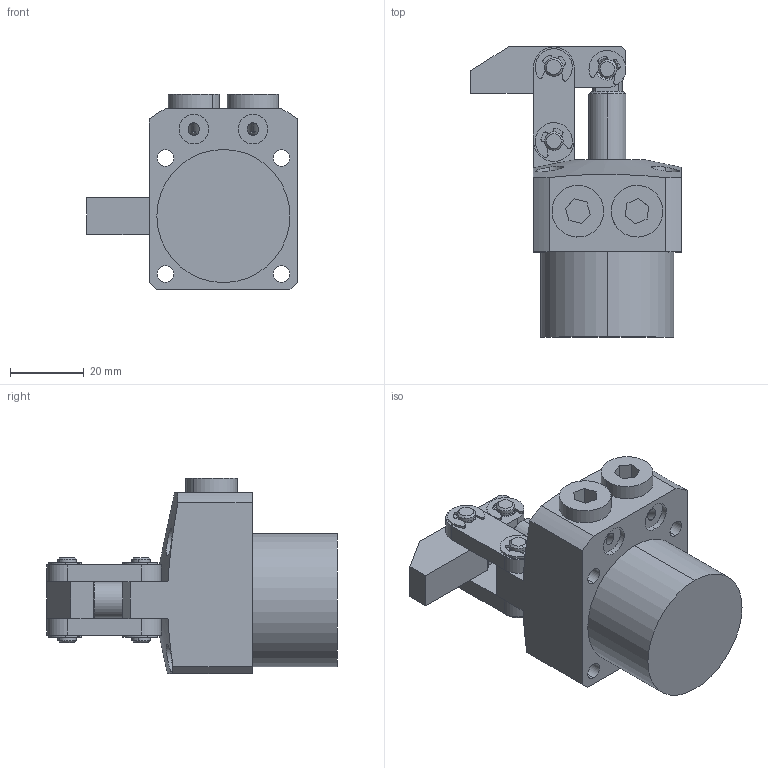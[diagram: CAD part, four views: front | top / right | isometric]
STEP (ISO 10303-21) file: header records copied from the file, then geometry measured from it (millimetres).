
FILE_DESCRIPTION (( 'STEP AP203' ), '1' );
FILE_NAME ('CLKA-036GL杠杆油压缸三维图.STEP', '2019-04-16T08:29:19', ( 'User' ), ( 'china' ), 'SwSTEP 2.0', 'SolidWorks 2018', '' );
FILE_SCHEMA (( 'CONFIG_CONTROL_DESIGN' ));
Length unit declared in the file: millimetre
Products named in the file (10): CLKA-036GL杠杆油压缸三维图; 活塞杆4_1; 揤旋4_1; 4开口挡圈5×0．6[GB／T 896-86]_1; 蟀裝3_2; 酗种4_1; 傻种4_1; 囀鞠褒黑芛郔陔1-8; 036GL掛极; 蟀裝4_1
Assembly tree (16 placements, depth 2):
  CLKA-036GL杠杆油压缸三维图
    蟀裝4_1
    活塞杆4_1
    揤旋4_1
    4开口挡圈5×0．6[GB／T 896-86]_1  x6
    蟀裝3_2
    酗种4_1  x2
    傻种4_1
    囀鞠褒黑芛郔陔1-8  x2
    036GL掛极
Bounding box: 57 x 78.5 x 53 mm (x, y, z)
Volume: 69691.9 mm3; surface area: 26406.6 mm2
Topology: 16 solids, 16 shells, 435 faces, 1104 edges, 719 vertices
Faces by surface type: cylinder 233, plane 138, cone 48, bspline 16
Entity records: 13905 total; most frequent: CARTESIAN_POINT 6168, ORIENTED_EDGE 1376, DIRECTION 1346, EDGE_CURVE 688, AXIS2_PLACEMENT_3D 526, VERTEX_POINT 447, EDGE_LOOP 327, LINE 294
